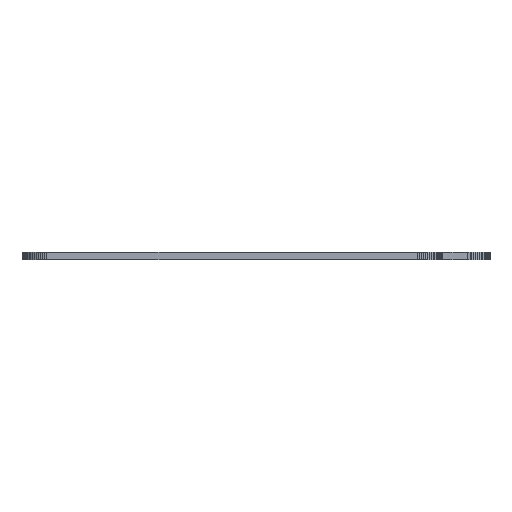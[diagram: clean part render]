
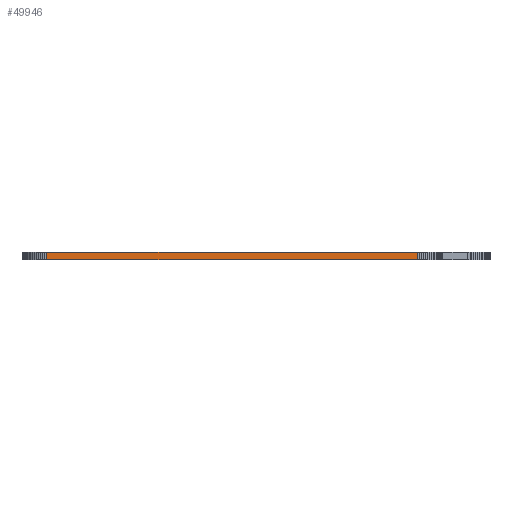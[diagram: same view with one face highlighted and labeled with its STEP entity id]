
A CAD part, left-side view. The second image highlights one B-rep face of the part: STEP entity #49946.
In plain terms, the highlighted planar face has unit normal (-1, 0, 0).
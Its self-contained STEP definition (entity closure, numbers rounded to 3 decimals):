
#83 = PLANE('',#84);
#84 = AXIS2_PLACEMENT_3D('',#85,#86,#87);
#85 = CARTESIAN_POINT('',(295.71,-190.563,1.6));
#86 = DIRECTION('',(-0.,-0.,-1.));
#87 = DIRECTION('',(-1.,0.,0.));
#137 = PLANE('',#138);
#138 = AXIS2_PLACEMENT_3D('',#139,#140,#141);
#139 = CARTESIAN_POINT('',(295.71,-190.563,0.));
#140 = DIRECTION('',(-0.,-0.,-1.));
#141 = DIRECTION('',(-1.,0.,0.));
#2878 = VERTEX_POINT('',#2879);
#2879 = CARTESIAN_POINT('',(118.65,-226.123,0.));
#2893 = PLANE('',#2894);
#2894 = AXIS2_PLACEMENT_3D('',#2895,#2896,#2897);
#2895 = CARTESIAN_POINT('',(118.669,-226.558,0.));
#2896 = DIRECTION('',(-0.999,-0.044,0.));
#2897 = DIRECTION('',(-0.044,0.999,0.));
#2905 = EDGE_CURVE('',#2878,#2906,#2908,.T.);
#2906 = VERTEX_POINT('',#2907);
#2907 = CARTESIAN_POINT('',(118.648,-151.985,0.));
#2908 = SURFACE_CURVE('',#2909,(#2913,#2920),.PCURVE_S1.);
#2909 = LINE('',#2910,#2911);
#2910 = CARTESIAN_POINT('',(118.65,-226.123,0.));
#2911 = VECTOR('',#2912,1.);
#2912 = DIRECTION('',(0.,1.,0.));
#2913 = PCURVE('',#137,#2914);
#2914 = DEFINITIONAL_REPRESENTATION('',(#2915),#2919);
#2915 = LINE('',#2916,#2917);
#2916 = CARTESIAN_POINT('',(177.06,-35.56));
#2917 = VECTOR('',#2918,1.);
#2918 = DIRECTION('',(0.,1.));
#2919 = ( GEOMETRIC_REPRESENTATION_CONTEXT(2) 
PARAMETRIC_REPRESENTATION_CONTEXT() REPRESENTATION_CONTEXT('2D SPACE',''
  ) );
#2920 = PCURVE('',#2921,#2926);
#2921 = PLANE('',#2922);
#2922 = AXIS2_PLACEMENT_3D('',#2923,#2924,#2925);
#2923 = CARTESIAN_POINT('',(118.65,-226.123,0.));
#2924 = DIRECTION('',(-1.,0.,0.));
#2925 = DIRECTION('',(0.,1.,0.));
#2926 = DEFINITIONAL_REPRESENTATION('',(#2927),#2931);
#2927 = LINE('',#2928,#2929);
#2928 = CARTESIAN_POINT('',(0.,0.));
#2929 = VECTOR('',#2930,1.);
#2930 = DIRECTION('',(1.,0.));
#2931 = ( GEOMETRIC_REPRESENTATION_CONTEXT(2) 
PARAMETRIC_REPRESENTATION_CONTEXT() REPRESENTATION_CONTEXT('2D SPACE',''
  ) );
#2949 = PLANE('',#2950);
#2950 = AXIS2_PLACEMENT_3D('',#2951,#2952,#2953);
#2951 = CARTESIAN_POINT('',(118.648,-151.985,0.));
#2952 = DIRECTION('',(-0.999,0.043,0.));
#2953 = DIRECTION('',(0.043,0.999,0.));
#28808 = VERTEX_POINT('',#28809);
#28809 = CARTESIAN_POINT('',(118.65,-226.123,1.6));
#28830 = EDGE_CURVE('',#28808,#28831,#28833,.T.);
#28831 = VERTEX_POINT('',#28832);
#28832 = CARTESIAN_POINT('',(118.648,-151.985,1.6));
#28833 = SURFACE_CURVE('',#28834,(#28838,#28845),.PCURVE_S1.);
#28834 = LINE('',#28835,#28836);
#28835 = CARTESIAN_POINT('',(118.65,-226.123,1.6));
#28836 = VECTOR('',#28837,1.);
#28837 = DIRECTION('',(0.,1.,0.));
#28838 = PCURVE('',#83,#28839);
#28839 = DEFINITIONAL_REPRESENTATION('',(#28840),#28844);
#28840 = LINE('',#28841,#28842);
#28841 = CARTESIAN_POINT('',(177.06,-35.56));
#28842 = VECTOR('',#28843,1.);
#28843 = DIRECTION('',(0.,1.));
#28844 = ( GEOMETRIC_REPRESENTATION_CONTEXT(2) 
PARAMETRIC_REPRESENTATION_CONTEXT() REPRESENTATION_CONTEXT('2D SPACE',''
  ) );
#28845 = PCURVE('',#2921,#28846);
#28846 = DEFINITIONAL_REPRESENTATION('',(#28847),#28851);
#28847 = LINE('',#28848,#28849);
#28848 = CARTESIAN_POINT('',(0.,-1.6));
#28849 = VECTOR('',#28850,1.);
#28850 = DIRECTION('',(1.,0.));
#28851 = ( GEOMETRIC_REPRESENTATION_CONTEXT(2) 
PARAMETRIC_REPRESENTATION_CONTEXT() REPRESENTATION_CONTEXT('2D SPACE',''
  ) );
#49896 = EDGE_CURVE('',#2906,#28831,#49897,.T.);
#49897 = SURFACE_CURVE('',#49898,(#49902,#49909),.PCURVE_S1.);
#49898 = LINE('',#49899,#49900);
#49899 = CARTESIAN_POINT('',(118.648,-151.985,0.));
#49900 = VECTOR('',#49901,1.);
#49901 = DIRECTION('',(0.,0.,1.));
#49902 = PCURVE('',#2949,#49903);
#49903 = DEFINITIONAL_REPRESENTATION('',(#49904),#49908);
#49904 = LINE('',#49905,#49906);
#49905 = CARTESIAN_POINT('',(0.,0.));
#49906 = VECTOR('',#49907,1.);
#49907 = DIRECTION('',(0.,-1.));
#49908 = ( GEOMETRIC_REPRESENTATION_CONTEXT(2) 
PARAMETRIC_REPRESENTATION_CONTEXT() REPRESENTATION_CONTEXT('2D SPACE',''
  ) );
#49909 = PCURVE('',#2921,#49910);
#49910 = DEFINITIONAL_REPRESENTATION('',(#49911),#49915);
#49911 = LINE('',#49912,#49913);
#49912 = CARTESIAN_POINT('',(74.138,0.));
#49913 = VECTOR('',#49914,1.);
#49914 = DIRECTION('',(0.,-1.));
#49915 = ( GEOMETRIC_REPRESENTATION_CONTEXT(2) 
PARAMETRIC_REPRESENTATION_CONTEXT() REPRESENTATION_CONTEXT('2D SPACE',''
  ) );
#49946 = ADVANCED_FACE('',(#49947),#2921,.T.);
#49947 = FACE_BOUND('',#49948,.T.);
#49948 = EDGE_LOOP('',(#49949,#49970,#49971,#49972));
#49949 = ORIENTED_EDGE('',*,*,#49950,.T.);
#49950 = EDGE_CURVE('',#2878,#28808,#49951,.T.);
#49951 = SURFACE_CURVE('',#49952,(#49956,#49963),.PCURVE_S1.);
#49952 = LINE('',#49953,#49954);
#49953 = CARTESIAN_POINT('',(118.65,-226.123,0.));
#49954 = VECTOR('',#49955,1.);
#49955 = DIRECTION('',(0.,0.,1.));
#49956 = PCURVE('',#2921,#49957);
#49957 = DEFINITIONAL_REPRESENTATION('',(#49958),#49962);
#49958 = LINE('',#49959,#49960);
#49959 = CARTESIAN_POINT('',(0.,0.));
#49960 = VECTOR('',#49961,1.);
#49961 = DIRECTION('',(0.,-1.));
#49962 = ( GEOMETRIC_REPRESENTATION_CONTEXT(2) 
PARAMETRIC_REPRESENTATION_CONTEXT() REPRESENTATION_CONTEXT('2D SPACE',''
  ) );
#49963 = PCURVE('',#2893,#49964);
#49964 = DEFINITIONAL_REPRESENTATION('',(#49965),#49969);
#49965 = LINE('',#49966,#49967);
#49966 = CARTESIAN_POINT('',(0.436,0.));
#49967 = VECTOR('',#49968,1.);
#49968 = DIRECTION('',(0.,-1.));
#49969 = ( GEOMETRIC_REPRESENTATION_CONTEXT(2) 
PARAMETRIC_REPRESENTATION_CONTEXT() REPRESENTATION_CONTEXT('2D SPACE',''
  ) );
#49970 = ORIENTED_EDGE('',*,*,#28830,.T.);
#49971 = ORIENTED_EDGE('',*,*,#49896,.F.);
#49972 = ORIENTED_EDGE('',*,*,#2905,.F.);
